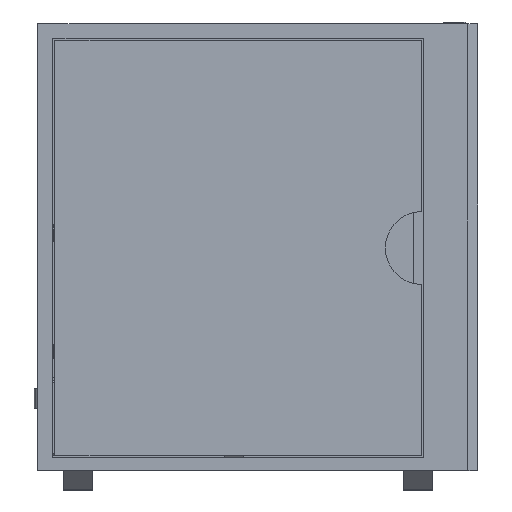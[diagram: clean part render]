
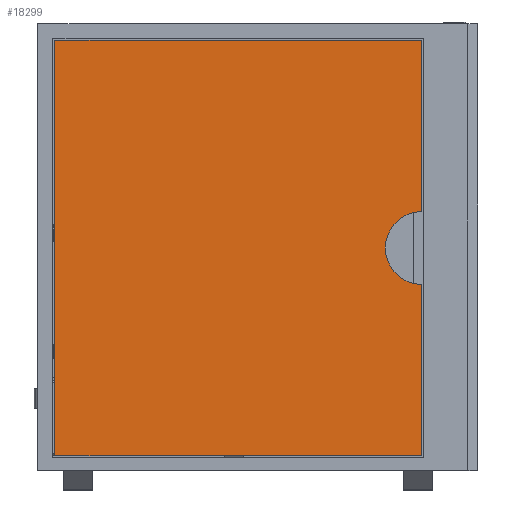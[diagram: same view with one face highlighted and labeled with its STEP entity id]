
A CAD part, top view. The second image highlights one B-rep face of the part: STEP entity #18299.
In plain terms, the highlighted planar face has unit normal (0, 0, 1).
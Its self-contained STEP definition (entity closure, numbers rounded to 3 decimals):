
#760=CIRCLE('',#19553,3.75);
#1250=FACE_OUTER_BOUND('',#2309,.T.);
#2309=EDGE_LOOP('',(#13411,#13412,#13413,#13414,#13415,#13416));
#3678=LINE('',#27962,#5781);
#3683=LINE('',#27980,#5786);
#3684=LINE('',#27982,#5787);
#3685=LINE('',#27984,#5788);
#3686=LINE('',#27985,#5789);
#5781=VECTOR('',#21835,10.);
#5786=VECTOR('',#21852,10.);
#5787=VECTOR('',#21853,10.);
#5788=VECTOR('',#21854,10.);
#5789=VECTOR('',#21855,10.);
#7865=VERTEX_POINT('',#27959);
#7866=VERTEX_POINT('',#27961);
#7867=VERTEX_POINT('',#27965);
#7870=VERTEX_POINT('',#27979);
#7871=VERTEX_POINT('',#27981);
#7872=VERTEX_POINT('',#27983);
#9898=EDGE_CURVE('',#7865,#7866,#3678,.T.);
#9901=EDGE_CURVE('',#7865,#7867,#760,.T.);
#9906=EDGE_CURVE('',#7870,#7867,#3683,.T.);
#9907=EDGE_CURVE('',#7871,#7870,#3684,.T.);
#9908=EDGE_CURVE('',#7872,#7871,#3685,.T.);
#9909=EDGE_CURVE('',#7866,#7872,#3686,.T.);
#13411=ORIENTED_EDGE('',*,*,#9901,.T.);
#13412=ORIENTED_EDGE('',*,*,#9906,.F.);
#13413=ORIENTED_EDGE('',*,*,#9907,.F.);
#13414=ORIENTED_EDGE('',*,*,#9908,.F.);
#13415=ORIENTED_EDGE('',*,*,#9909,.F.);
#13416=ORIENTED_EDGE('',*,*,#9898,.F.);
#17365=PLANE('',#19557);
#18299=ADVANCED_FACE('',(#1250),#17365,.T.);
#19553=AXIS2_PLACEMENT_3D('',#27967,#21840,#21841);
#19557=AXIS2_PLACEMENT_3D('',#27978,#21850,#21851);
#21835=DIRECTION('',(0.,-1.,0.));
#21840=DIRECTION('center_axis',(0.,0.,-1.));
#21841=DIRECTION('ref_axis',(1.,0.,0.));
#21850=DIRECTION('center_axis',(0.,0.,1.));
#21851=DIRECTION('ref_axis',(1.,0.,0.));
#21852=DIRECTION('',(0.,-1.,0.));
#21853=DIRECTION('',(1.,0.,0.));
#21854=DIRECTION('',(0.,1.,0.));
#21855=DIRECTION('',(-1.,0.,0.));
#27959=CARTESIAN_POINT('',(16.9,18.75,9.4));
#27961=CARTESIAN_POINT('',(16.9,1.1,9.4));
#27962=CARTESIAN_POINT('',(16.9,33.25,9.4));
#27965=CARTESIAN_POINT('',(16.9,26.25,9.4));
#27967=CARTESIAN_POINT('Origin',(16.9,22.5,9.4));
#27978=CARTESIAN_POINT('Origin',(-2.,22.5,9.4));
#27979=CARTESIAN_POINT('',(16.9,43.9,9.4));
#27980=CARTESIAN_POINT('',(16.9,33.25,9.4));
#27981=CARTESIAN_POINT('',(-20.9,43.9,9.4));
#27982=CARTESIAN_POINT('',(-11.5,43.9,9.4));
#27983=CARTESIAN_POINT('',(-20.9,1.1,9.4));
#27984=CARTESIAN_POINT('',(-20.9,11.75,9.4));
#27985=CARTESIAN_POINT('',(7.5,1.1,9.4));
